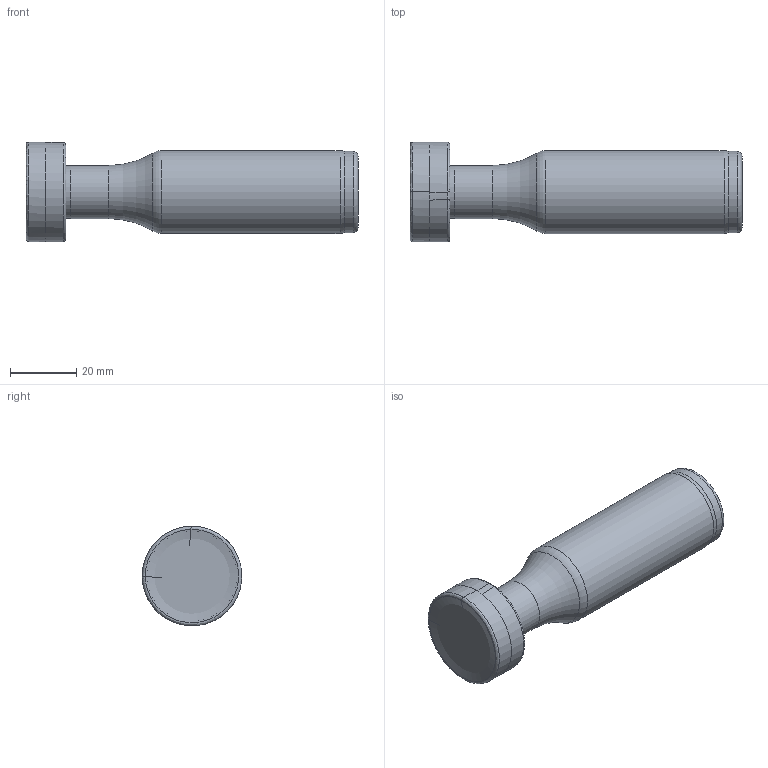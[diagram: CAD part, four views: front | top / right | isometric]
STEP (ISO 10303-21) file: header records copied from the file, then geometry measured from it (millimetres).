
FILE_DESCRIPTION(/* description */ (''),/* implementation_level */ '2;1');
FILE_NAME(/* name */ 'ATSM90-CC09-D30X12-W25-L100-Z04.stp',/* time_stamp */ '2023-10-03T08:14:33+03:00',/* author */ (''),/* organization */ (''),/* preprocessor_version */ 'ST-DEVELOPER v19.4',/* originating_system */ 'SIEMENS PLM Software NX2306.5001',/* authorisation */ '');
FILE_SCHEMA (('AUTOMOTIVE_DESIGN { 1 0 10303 214 3 1 1 1 }'));
Length unit declared in the file: millimetre
Products named in the file (1): ATSM90-CC09-D30X12-W25-L100-Z04-LIGHT_x_t_objects
Bounding box: 100 x 29.98 x 29.98 mm (x, y, z)
Volume: 50320.1 mm3; surface area: 11457.7 mm2
Topology: 2 solids, 2 shells, 38 faces, 80 edges, 45 vertices
Faces by surface type: bspline 24, torus 5, cylinder 4, plane 3, cone 2
Full cylindrical faces by diameter (mm): 16 x1, 24.5 x1, 25 x1, 29 x1
Entity records: 1236 total; most frequent: CARTESIAN_POINT 481, DIRECTION 152, ORIENTED_EDGE 138, EDGE_CURVE 69, AXIS2_PLACEMENT_3D 68, CIRCLE 53, EDGE_LOOP 50, VERTEX_POINT 45
